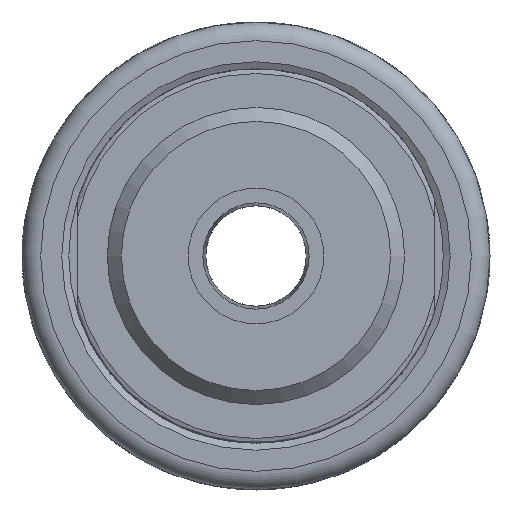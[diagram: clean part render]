
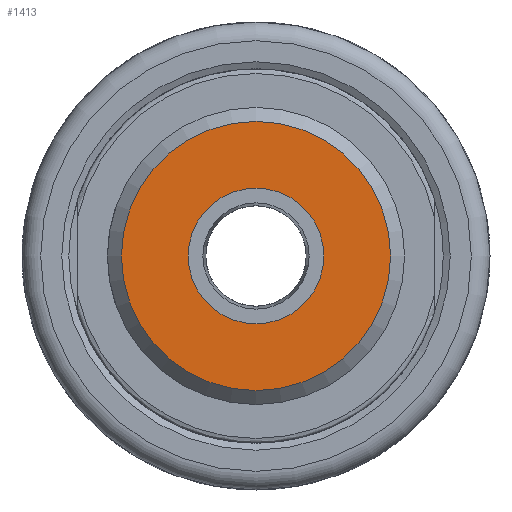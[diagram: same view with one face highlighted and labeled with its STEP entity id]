
A CAD part, left-side view. The second image highlights one B-rep face of the part: STEP entity #1413.
In plain terms, the highlighted planar face has unit normal (-1, 0, 0).
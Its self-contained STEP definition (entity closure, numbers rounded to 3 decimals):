
#52=FACE_BOUND('',#230,.T.);
#146=FACE_OUTER_BOUND('',#229,.T.);
#229=EDGE_LOOP('',(#1065,#1066));
#230=EDGE_LOOP('',(#1067,#1068));
#430=CIRCLE('',#1505,7.25);
#431=CIRCLE('',#1506,7.25);
#442=CIRCLE('',#1523,14.375);
#443=CIRCLE('',#1524,14.375);
#546=VERTEX_POINT('',#2209);
#547=VERTEX_POINT('',#2210);
#558=VERTEX_POINT('',#2244);
#559=VERTEX_POINT('',#2246);
#712=EDGE_CURVE('',#546,#547,#430,.T.);
#713=EDGE_CURVE('',#547,#546,#431,.T.);
#730=EDGE_CURVE('',#558,#559,#442,.T.);
#731=EDGE_CURVE('',#559,#558,#443,.T.);
#1065=ORIENTED_EDGE('',*,*,#731,.F.);
#1066=ORIENTED_EDGE('',*,*,#730,.F.);
#1067=ORIENTED_EDGE('',*,*,#712,.T.);
#1068=ORIENTED_EDGE('',*,*,#713,.T.);
#1360=PLANE('',#1565);
#1413=ADVANCED_FACE('',(#146,#52),#1360,.T.);
#1505=AXIS2_PLACEMENT_3D('',#2211,#1728,#1729);
#1506=AXIS2_PLACEMENT_3D('',#2212,#1730,#1731);
#1523=AXIS2_PLACEMENT_3D('',#2247,#1770,#1771);
#1524=AXIS2_PLACEMENT_3D('',#2248,#1772,#1773);
#1565=AXIS2_PLACEMENT_3D('',#2317,#1859,#1860);
#1728=DIRECTION('center_axis',(1.,0.,0.));
#1729=DIRECTION('ref_axis',(0.,0.,1.));
#1730=DIRECTION('center_axis',(1.,0.,0.));
#1731=DIRECTION('ref_axis',(0.,0.,1.));
#1770=DIRECTION('center_axis',(1.,0.,0.));
#1771=DIRECTION('ref_axis',(0.,0.,-1.));
#1772=DIRECTION('center_axis',(1.,0.,0.));
#1773=DIRECTION('ref_axis',(0.,0.,-1.));
#1859=DIRECTION('center_axis',(-1.,0.,0.));
#1860=DIRECTION('ref_axis',(0.,0.,1.));
#2209=CARTESIAN_POINT('',(-60.,0.,7.25));
#2210=CARTESIAN_POINT('',(-60.,0.,-7.25));
#2211=CARTESIAN_POINT('Origin',(-60.,0.,0.));
#2212=CARTESIAN_POINT('Origin',(-60.,0.,0.));
#2244=CARTESIAN_POINT('',(-60.,-14.375,0.));
#2246=CARTESIAN_POINT('',(-60.,14.375,0.));
#2247=CARTESIAN_POINT('Origin',(-60.,0.,0.));
#2248=CARTESIAN_POINT('Origin',(-60.,0.,0.));
#2317=CARTESIAN_POINT('Origin',(-60.,14.375,0.));
